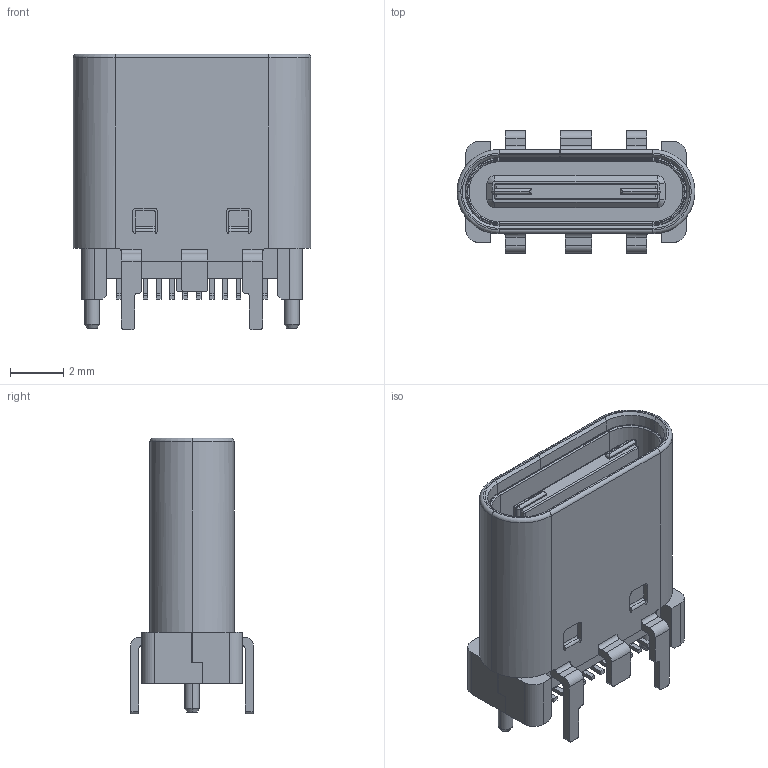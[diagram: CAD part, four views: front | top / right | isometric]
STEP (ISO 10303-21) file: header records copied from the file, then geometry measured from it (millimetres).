
FILE_DESCRIPTION (( 'STEP AP214' ), '1' );
FILE_NAME ('EB-500-5010.STEP', '2019-05-15T15:06:07', ( '' ), ( '' ), 'SwSTEP 2.0', 'SolidWorks 2019', '' );
FILE_SCHEMA (( 'AUTOMOTIVE_DESIGN' ));
Length unit declared in the file: millimetre
Products named in the file (1): EB-500-5010
Bounding box: 8.94 x 4.6 x 10.35 mm (x, y, z)
Volume: 136.9 mm3; surface area: 920.7 mm2
Topology: 45 solids, 45 shells, 1004 faces, 2635 edges, 1726 vertices
Faces by surface type: plane 709, cylinder 267, cone 11, torus 9, sphere 8
Entity records: 31138 total; most frequent: CARTESIAN_POINT 5418, ORIENTED_EDGE 5254, DIRECTION 5182, EDGE_CURVE 2627, LINE 2058, VECTOR 2058, VERTEX_POINT 1726, AXIS2_PLACEMENT_3D 1562
